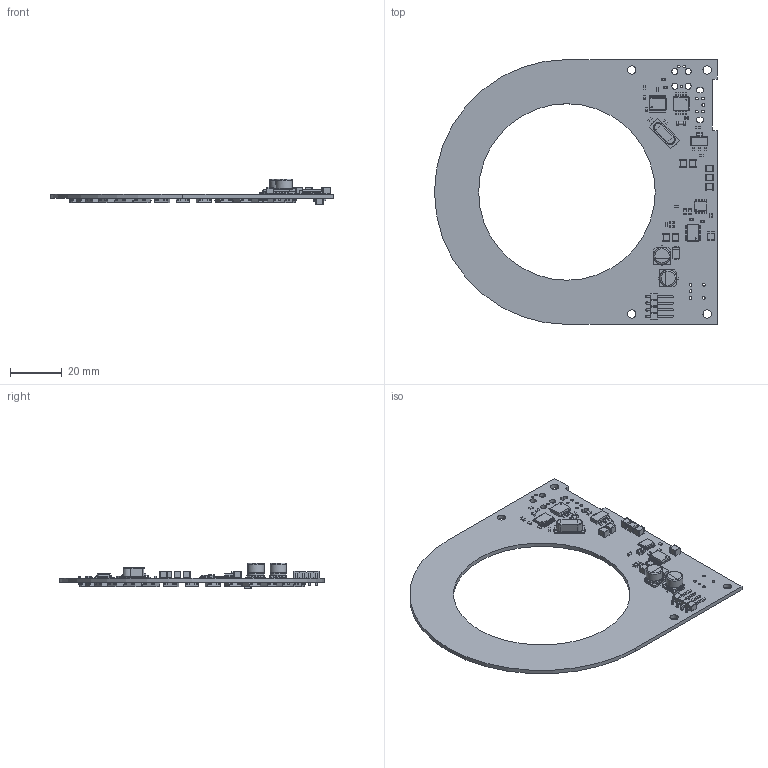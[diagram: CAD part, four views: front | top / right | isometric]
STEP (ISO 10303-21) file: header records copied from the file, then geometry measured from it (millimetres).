
FILE_DESCRIPTION(('KiCad electronic assembly'),'2;1');
FILE_NAME('microscope-ring-light.step','2021-03-28T17:27:32',( 'An Author'),('A Company'),'Open CASCADE STEP processor 7.5', 'KiCad to STEP converter','Unknown');
FILE_SCHEMA(('AUTOMOTIVE_DESIGN { 1 0 10303 214 1 1 1 1 }'));
Length unit declared in the file: millimetre
Products named in the file (32): Open CASCADE STEP translator 7.5 1; Texas_PWP0020A; SOLID; PinHeader_1x04_P2.54mm_Horizontal; LED_SK6812_PLCC4_5.0x5.0mm_P3.2mm; C_0603_1608Metric; Crystal_SMD_HC49-SD; TSSOP-20_4.4x6.5mm_P0.65mm; SOT-223; TI_SO-PowerPAD-8; SO-8_5.3x6.2mm_P1.27mm; R_0603_1608Metric; R_MiniMELF_MMA-0204; D_SMA; CP_Elec_6.3x5.8; C_1210_3225Metric; C_0805_2012Metric; COMPOUND
Assembly tree (125 placements, depth 3):
  Open CASCADE STEP translator 7.5 1
    Texas_PWP0020A
      SOLID
    PinHeader_1x04_P2.54mm_Horizontal
      SOLID
    LED_SK6812_PLCC4_5.0x5.0mm_P3.2mm  x32
      SOLID
    C_0603_1608Metric  x44
      SOLID
    Crystal_SMD_HC49-SD
      SOLID
    TSSOP-20_4.4x6.5mm_P0.65mm
      SOLID
    SOT-223
      SOLID
    TI_SO-PowerPAD-8
      SOLID
    SO-8_5.3x6.2mm_P1.27mm
      SOLID
    R_0603_1608Metric  x10
      SOLID
    R_MiniMELF_MMA-0204
      SOLID
    D_SMA
      SOLID
    CP_Elec_6.3x5.8  x2
      SOLID
    C_1210_3225Metric  x9
      SOLID
    C_0805_2012Metric  x3
      SOLID
    COMPOUND
Bounding box: 109 x 102 x 10 mm (x, y, z)
Volume: 12189.9 mm3; surface area: 18819.2 mm2
Topology: 110 solids, 110 shells, 5402 faces, 14782 edges, 9634 vertices
Faces by surface type: plane 3404, cylinder 1770, bspline 182, cone 32, torus 10, revolution 4
Full cylindrical faces by diameter (mm): 0.2 x1, 0.4 x2, 0.5 x1, 0.991 x3, 1 x4, 1.1 x10, 1.35 x1, 1.4 x2, 2.375 x4, 3.2 x4, 3.333 x32, 6.3 x4, 68 x1
Entity records: 112343 total; most frequent: CARTESIAN_POINT 20815, DIRECTION 14848, LINE 9972, VECTOR 9972, ORIENTED_EDGE 8040, PCURVE 8040, DEFINITIONAL_REPRESENTATION 8040, EDGE_CURVE 4020
